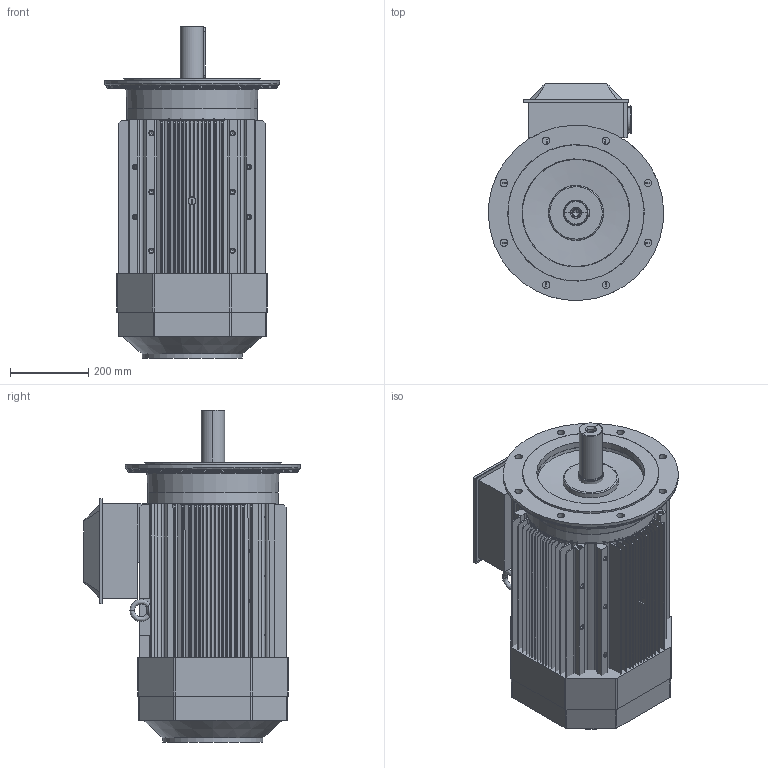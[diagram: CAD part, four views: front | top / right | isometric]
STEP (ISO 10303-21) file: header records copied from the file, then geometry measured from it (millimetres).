
FILE_DESCRIPTION((''),'2;1');
FILE_NAME('M2AA IE2 225 4-8P LARGE TERM.BOX B5_Shrinkwrap_2.stp','2015-11-04T16:16:19',('sejotaa1'),(''),'Autodesk Inventor 2011','Autodesk Inventor 2011','');
FILE_SCHEMA(('AUTOMOTIVE_DESIGN { 1 0 10303 214 1 1 1 1 }'));
Length unit declared in the file: millimetre
Products named in the file (1): M2AA IE2 225 4-8P LARGE TERM.BOX B5_Shrinkwrap_2
Bounding box: 449.26 x 556.7 x 851.14 mm (x, y, z)
Volume: 41981558 mm3; surface area: 3624368.2 mm2
Topology: 4 solids, 1021 shells, 1209 faces, 5492 edges, 5164 vertices
Faces by surface type: cylinder 526, plane 509, cone 118, torus 30, bspline 26
Full cylindrical faces by diameter (mm): 3.3 x4, 5.5 x4, 10.106 x6, 10.2 x36, 11 x1, 12 x22, 16 x2, 19 x8, 20 x1, 20.127 x2, 30 x2, 47 x1, 57 x1, 61.376 x1, 63 x3, 70 x1, 71 x1, 256.433 x1, 277 x1, 323 x1, 331 x2, 350 x1
Entity records: 72207 total; most frequent: CARTESIAN_POINT 25135, DIRECTION 7956, ORIENTED_EDGE 5634, EDGE_CURVE 5202, VERTEX_POINT 5073, VECTOR 2698, LINE 2698, AXIS2_PLACEMENT_3D 2629
